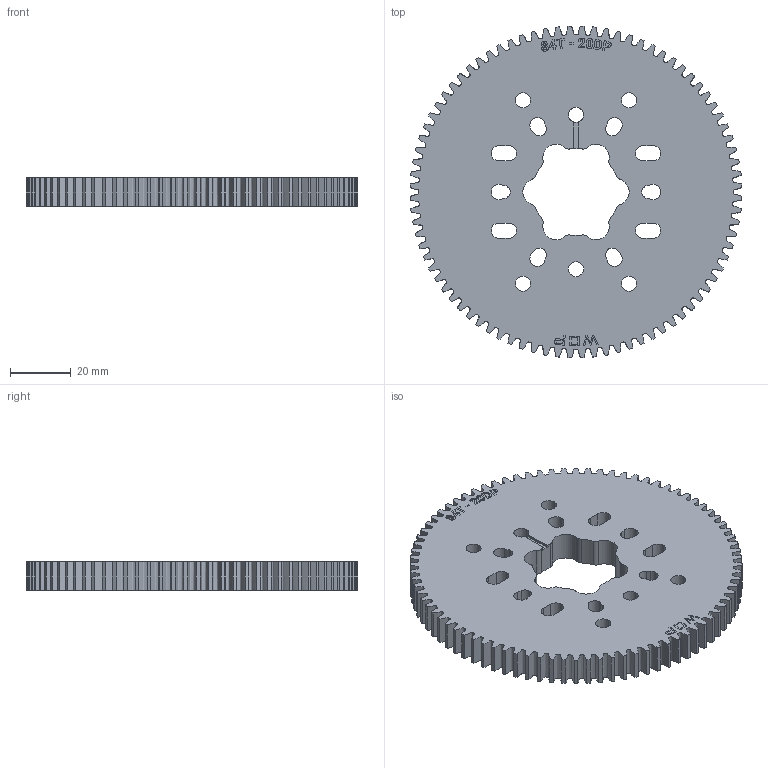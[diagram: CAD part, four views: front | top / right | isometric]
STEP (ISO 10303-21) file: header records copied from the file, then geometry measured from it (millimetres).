
FILE_DESCRIPTION (( 'STEP AP214' ), '1' );
FILE_NAME ('WCP-1216 Rev1.step', '2024-01-05T00:52:04', ( '' ), ( '' ), 'SwSTEP 2.0', 'SolidWorks 2022', '' );
FILE_SCHEMA (( 'AUTOMOTIVE_DESIGN' ));
Length unit declared in the file: inch
Products named in the file (1): WCP-1216 Rev1
Bounding box: 109.18 x 109.18 x 9.53 mm (x, y, z)
Volume: 76217.8 mm3; surface area: 25790.5 mm2
Topology: 1 solids, 1 shells, 418 faces, 1197 edges, 798 vertices
Faces by surface type: cylinder 159, plane 131, bspline 128
Entity records: 41439 total; most frequent: CARTESIAN_POINT 30958, ORIENTED_EDGE 2394, DIRECTION 1845, EDGE_CURVE 1197, VERTEX_POINT 798, LINE 619, VECTOR 619, AXIS2_PLACEMENT_3D 613
